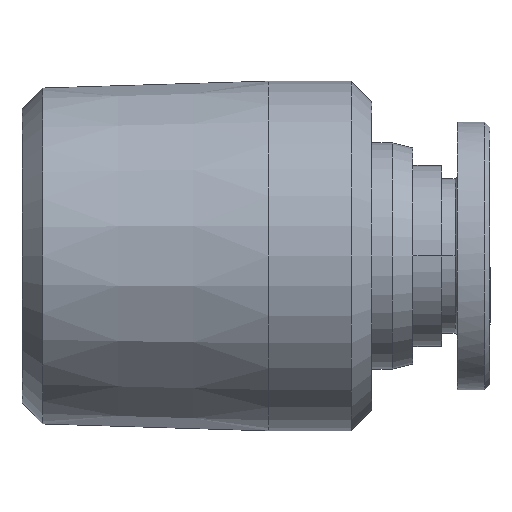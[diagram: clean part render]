
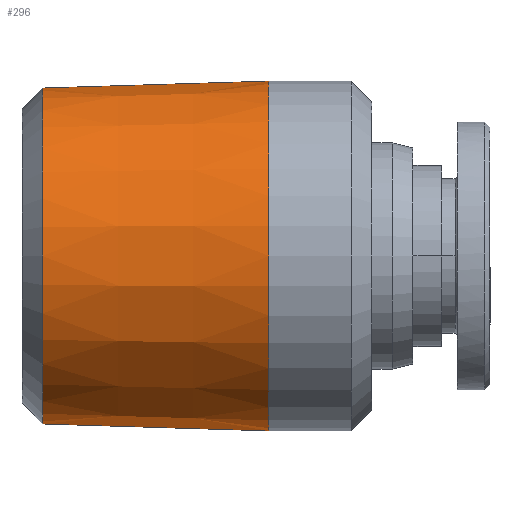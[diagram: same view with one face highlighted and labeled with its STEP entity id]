
A CAD part, front view. The second image highlights one B-rep face of the part: STEP entity #296.
In plain terms, the highlighted conical face has half-angle 1.754 degrees and reference radius 8.5 mm.
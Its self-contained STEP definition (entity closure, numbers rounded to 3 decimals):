
#294 = CIRCLE ( 'NONE', #2766, 8.5 ) ;
#296 = ADVANCED_FACE ( 'NONE', ( #8468 ), #3890, .T. ) ;
#813 = DIRECTION ( 'NONE',  ( 1., 0., 0. ) ) ;
#1102 = CARTESIAN_POINT ( 'NONE',  ( 2.75, 0., -3.383 ) ) ;
#1483 = AXIS2_PLACEMENT_3D ( 'NONE', #2991, #813, #6655 ) ;
#1485 = CARTESIAN_POINT ( 'NONE',  ( 2.75, 0., -11.882 ) ) ;
#1596 = VECTOR ( 'NONE', #2285, 1000. ) ;
#2055 = LINE ( 'NONE', #1485, #1596 ) ;
#2285 = DIRECTION ( 'NONE',  ( 1., 0., -0.031 ) ) ;
#2294 = CARTESIAN_POINT ( 'NONE',  ( -8.25, 0., -11.546 ) ) ;
#2414 = LINE ( 'NONE', #6079, #5732 ) ;
#2766 = AXIS2_PLACEMENT_3D ( 'NONE', #1102, #7658, #8427 ) ;
#2991 = CARTESIAN_POINT ( 'NONE',  ( -8.25, 0., -3.383 ) ) ;
#3817 = VERTEX_POINT ( 'NONE', #4113 ) ;
#3890 = CONICAL_SURFACE ( 'NONE', #5189, 8.5, 0.031 ) ;
#4104 = DIRECTION ( 'NONE',  ( 1., 0., 0. ) ) ;
#4110 = DIRECTION ( 'NONE',  ( 1., 0., 0.031 ) ) ;
#4113 = CARTESIAN_POINT ( 'NONE',  ( 2.75, 0., -11.882 ) ) ;
#4258 = VERTEX_POINT ( 'NONE', #8913 ) ;
#4817 = CARTESIAN_POINT ( 'NONE',  ( 2.75, 0., 5.117 ) ) ;
#4846 = EDGE_CURVE ( 'NONE', #4258, #9112, #6923, .T. ) ;
#4851 = CARTESIAN_POINT ( 'NONE',  ( 2.75, 0., -3.383 ) ) ;
#5189 = AXIS2_PLACEMENT_3D ( 'NONE', #4851, #4104, #5562 ) ;
#5336 = EDGE_CURVE ( 'NONE', #3817, #8233, #294, .T. ) ;
#5435 = ORIENTED_EDGE ( 'NONE', *, *, #7691, .F. ) ;
#5562 = DIRECTION ( 'NONE',  ( 0., 0., -1. ) ) ;
#5627 = ORIENTED_EDGE ( 'NONE', *, *, #5336, .T. ) ;
#5732 = VECTOR ( 'NONE', #4110, 1000. ) ;
#5894 = ORIENTED_EDGE ( 'NONE', *, *, #8789, .T. ) ;
#6079 = CARTESIAN_POINT ( 'NONE',  ( 2.75, 0., 5.117 ) ) ;
#6655 = DIRECTION ( 'NONE',  ( 0., 0., 1. ) ) ;
#6923 = CIRCLE ( 'NONE', #1483, 8.163 ) ;
#7658 = DIRECTION ( 'NONE',  ( -1., 0., 0. ) ) ;
#7691 = EDGE_CURVE ( 'NONE', #4258, #8233, #2414, .T. ) ;
#8233 = VERTEX_POINT ( 'NONE', #4817 ) ;
#8427 = DIRECTION ( 'NONE',  ( 0., 0., 1. ) ) ;
#8468 = FACE_OUTER_BOUND ( 'NONE', #8859, .T. ) ;
#8639 = ORIENTED_EDGE ( 'NONE', *, *, #4846, .T. ) ;
#8789 = EDGE_CURVE ( 'NONE', #9112, #3817, #2055, .T. ) ;
#8859 = EDGE_LOOP ( 'NONE', ( #5435, #8639, #5894, #5627 ) ) ;
#8913 = CARTESIAN_POINT ( 'NONE',  ( -8.25, 0., 4.781 ) ) ;
#9112 = VERTEX_POINT ( 'NONE', #2294 ) ;
